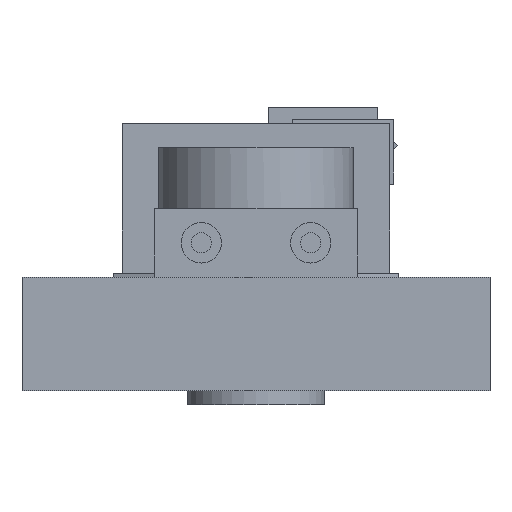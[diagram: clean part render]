
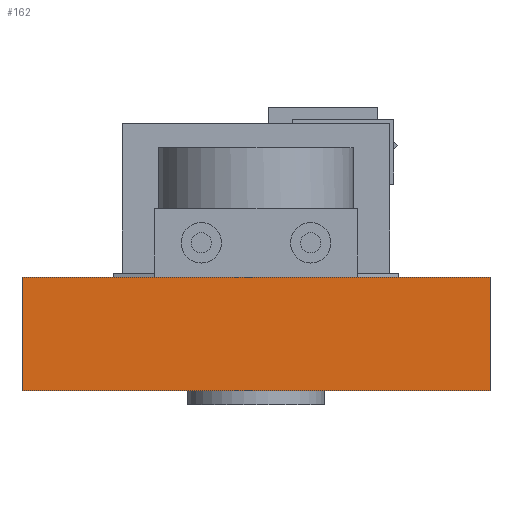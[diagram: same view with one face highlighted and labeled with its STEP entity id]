
A CAD part, left-side view. The second image highlights one B-rep face of the part: STEP entity #162.
In plain terms, the highlighted planar face has unit normal (-1, 0, 0).
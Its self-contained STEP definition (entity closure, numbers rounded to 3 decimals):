
#162 = ADVANCED_FACE( '', ( #348 ), #349, .F. );
#348 = FACE_OUTER_BOUND( '', #548, .T. );
#349 = PLANE( '', #549 );
#548 = EDGE_LOOP( '', ( #925, #926, #927, #928 ) );
#549 = AXIS2_PLACEMENT_3D( '', #929, #930, #931 );
#925 = ORIENTED_EDGE( '', *, *, #1234, .T. );
#926 = ORIENTED_EDGE( '', *, *, #1242, .F. );
#927 = ORIENTED_EDGE( '', *, *, #1190, .F. );
#928 = ORIENTED_EDGE( '', *, *, #1098, .T. );
#929 = CARTESIAN_POINT( '', ( -36., 57.8, 1. ) );
#930 = DIRECTION( '', ( 1., 0., 0. ) );
#931 = DIRECTION( '', ( 0., 0., -1. ) );
#1098 = EDGE_CURVE( '', #1287, #1285, #1288, .T. );
#1190 = EDGE_CURVE( '', #1287, #1437, #1438, .T. );
#1234 = EDGE_CURVE( '', #1285, #1501, #1503, .T. );
#1242 = EDGE_CURVE( '', #1437, #1501, #1511, .T. );
#1285 = VERTEX_POINT( '', #1558 );
#1287 = VERTEX_POINT( '', #1561 );
#1288 = LINE( '', #1562, #1563 );
#1437 = VERTEX_POINT( '', #1772 );
#1438 = LINE( '', #1773, #1774 );
#1501 = VERTEX_POINT( '', #1864 );
#1503 = LINE( '', #1867, #1868 );
#1511 = LINE( '', #1878, #1879 );
#1558 = CARTESIAN_POINT( '', ( -36., -57.8, 0. ) );
#1561 = CARTESIAN_POINT( '', ( -36., 57.8, 0. ) );
#1562 = CARTESIAN_POINT( '', ( -36., 57.8, 0. ) );
#1563 = VECTOR( '', #1941, 1000. );
#1772 = CARTESIAN_POINT( '', ( -36., 57.8, 28. ) );
#1773 = CARTESIAN_POINT( '', ( -36., 57.8, 1. ) );
#1774 = VECTOR( '', #2026, 1000. );
#1864 = CARTESIAN_POINT( '', ( -36., -57.8, 28. ) );
#1867 = CARTESIAN_POINT( '', ( -36., -57.8, 1. ) );
#1868 = VECTOR( '', #2067, 1000. );
#1878 = CARTESIAN_POINT( '', ( -36., 57.8, 28. ) );
#1879 = VECTOR( '', #2070, 1000. );
#1941 = DIRECTION( '', ( 0., -1., 0. ) );
#2026 = DIRECTION( '', ( 0., 0., 1. ) );
#2067 = DIRECTION( '', ( 0., 0., 1. ) );
#2070 = DIRECTION( '', ( 0., -1., 0. ) );
